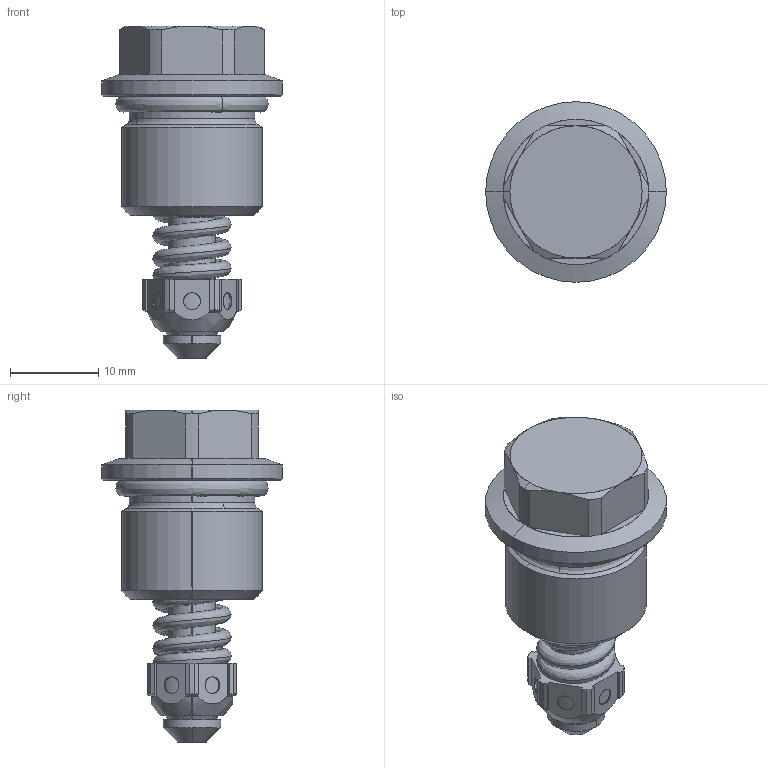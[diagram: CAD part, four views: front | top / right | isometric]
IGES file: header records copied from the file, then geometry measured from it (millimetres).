
Start section: SolidWorks IGES file using analytic representation for surfaces
Global section: file name: K041.806-810.IGS; native system: SolidWorks 2016; preprocessor: SolidWorks 2016; author: Neubauer; date: 170405.144035; units: millimetre
Bounding box: 20.5 x 20.5 x 37.67 mm (x, y, z)
Surface area: 2724.3 mm2 (no closed solid volume)
Topology: 0 solids, 0 shells, 167 faces, 2195 edges, 2191 vertices
Faces by surface type: revolution 87, bspline 80
